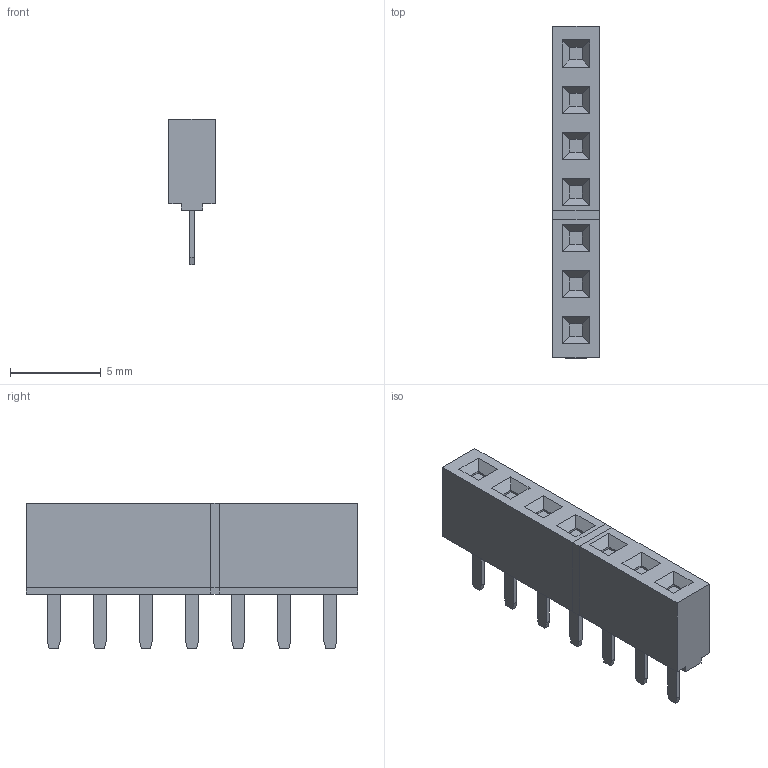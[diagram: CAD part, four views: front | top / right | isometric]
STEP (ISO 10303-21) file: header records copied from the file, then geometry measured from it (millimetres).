
FILE_DESCRIPTION(/* description */ (''),/* implementation_level */ '2;1');
FILE_NAME(/* name */ 'BG095-07-X-X-X.step',/* time_stamp */ '2015-12-09T01:17:44+09:00',/* author */ (''),/* organization */ (''),/* preprocessor_version */ 'ST-DEVELOPER v16.2',/* originating_system */ 'Autodesk Translation Framework v4.3.0.2260',/* authorisation */ '');
FILE_SCHEMA (('AUTOMOTIVE_DESIGN { 1 0 10303 214 3 1 1 }'));
Length unit declared in the file: centimetre
Products named in the file (1): Fusion
Bounding box: 2.54 x 18.29 x 8 mm (x, y, z)
Volume: 222.5 mm3; surface area: 348.7 mm2
Topology: 1 solids, 1 shells, 138 faces, 322 edges, 200 vertices
Faces by surface type: plane 138
Entity records: 3825 total; most frequent: CARTESIAN_POINT 661, ORIENTED_EDGE 644, DIRECTION 600, LINE 322, VECTOR 322, EDGE_CURVE 322, VERTEX_POINT 200, EDGE_LOOP 152
